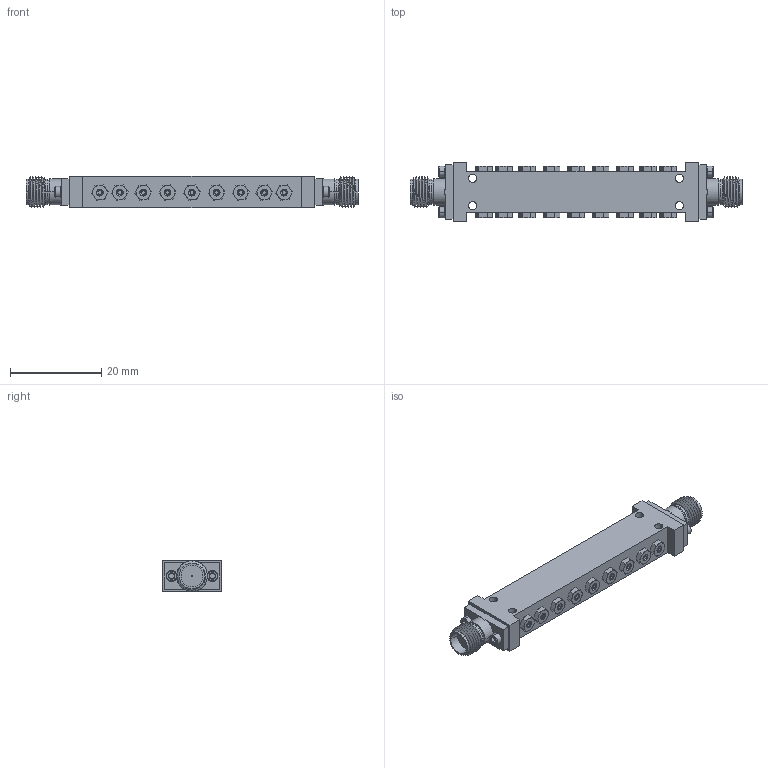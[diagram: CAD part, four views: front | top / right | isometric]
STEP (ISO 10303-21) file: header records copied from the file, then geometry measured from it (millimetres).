
FILE_DESCRIPTION (( 'STEP AP214' ), '1' );
FILE_NAME ('CF-BA-LJ10, Defeatured.STEP', '2023-08-25T18:15:20', ( '' ), ( '' ), 'SwSTEP 2.0', 'SolidWorks 2021', '' );
FILE_SCHEMA (( 'AUTOMOTIVE_DESIGN' ));
Length unit declared in the file: inch
Products named in the file (1): CF-BA-LJ10, Defeatured
Bounding box: 72.9 x 13 x 7 mm (x, y, z)
Volume: 4225.1 mm3; surface area: 3587.6 mm2
Topology: 7 solids, 7 shells, 900 faces, 2092 edges, 1264 vertices
Faces by surface type: cone 412, plane 250, cylinder 180, bspline 58
Entity records: 44296 total; most frequent: CARTESIAN_POINT 14245, ORIENTED_EDGE 4184, DIRECTION 3386, EDGE_CURVE 2092, AXIS2_PLACEMENT_3D 1419, VERTEX_POINT 1264, EDGE_LOOP 978, ADVANCED_FACE 900
